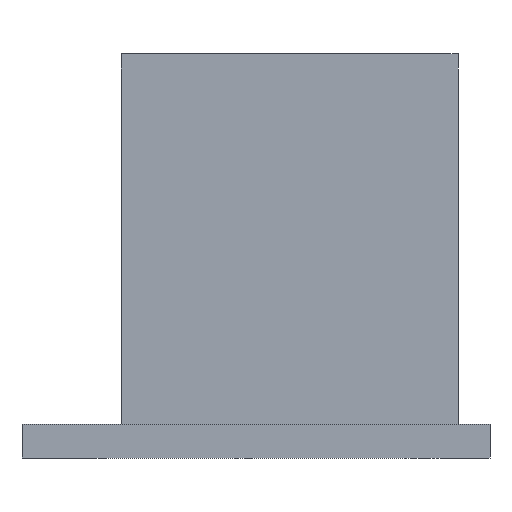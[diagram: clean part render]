
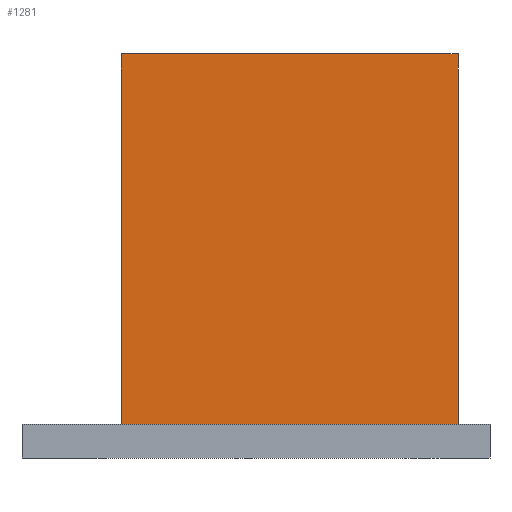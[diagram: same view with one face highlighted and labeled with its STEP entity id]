
A CAD part, front view. The second image highlights one B-rep face of the part: STEP entity #1281.
In plain terms, the highlighted planar face has unit normal (0, -1, 0).
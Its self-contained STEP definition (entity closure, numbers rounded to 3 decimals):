
#303 = PLANE('',#304);
#304 = AXIS2_PLACEMENT_3D('',#305,#306,#307);
#305 = CARTESIAN_POINT('',(7.5,0.,39.98));
#306 = DIRECTION('',(1.,0.,0.));
#307 = DIRECTION('',(0.,0.,1.));
#359 = PLANE('',#360);
#360 = AXIS2_PLACEMENT_3D('',#361,#362,#363);
#361 = CARTESIAN_POINT('',(-42.5,0.,39.98));
#362 = DIRECTION('',(-1.,-0.,-0.));
#363 = DIRECTION('',(0.,0.,-1.));
#723 = PLANE('',#724);
#724 = AXIS2_PLACEMENT_3D('',#725,#726,#727);
#725 = CARTESIAN_POINT('',(-17.5,0.,60.));
#726 = DIRECTION('',(0.,0.,1.));
#727 = DIRECTION('',(1.,0.,0.));
#834 = VERTEX_POINT('',#835);
#835 = CARTESIAN_POINT('',(-42.5,-40.25,5.));
#849 = PLANE('',#850);
#850 = AXIS2_PLACEMENT_3D('',#851,#852,#853);
#851 = CARTESIAN_POINT('',(-22.5,-45.631,5.));
#852 = DIRECTION('',(0.,0.,1.));
#853 = DIRECTION('',(-1.,-0.,-0.));
#861 = EDGE_CURVE('',#862,#834,#864,.T.);
#862 = VERTEX_POINT('',#863);
#863 = CARTESIAN_POINT('',(-42.5,-40.25,60.));
#864 = SURFACE_CURVE('',#865,(#869,#876),.PCURVE_S1.);
#865 = LINE('',#866,#867);
#866 = CARTESIAN_POINT('',(-42.5,-40.25,60.));
#867 = VECTOR('',#868,1.);
#868 = DIRECTION('',(-0.,0.,-1.));
#869 = PCURVE('',#359,#870);
#870 = DEFINITIONAL_REPRESENTATION('',(#871),#875);
#871 = LINE('',#872,#873);
#872 = CARTESIAN_POINT('',(-20.02,40.25));
#873 = VECTOR('',#874,1.);
#874 = DIRECTION('',(1.,0.));
#875 = ( GEOMETRIC_REPRESENTATION_CONTEXT(2) 
PARAMETRIC_REPRESENTATION_CONTEXT() REPRESENTATION_CONTEXT('2D SPACE',''
  ) );
#876 = PCURVE('',#877,#882);
#877 = PLANE('',#878);
#878 = AXIS2_PLACEMENT_3D('',#879,#880,#881);
#879 = CARTESIAN_POINT('',(-17.5,-40.25,30.));
#880 = DIRECTION('',(-0.,-1.,0.));
#881 = DIRECTION('',(0.,0.,-1.));
#882 = DEFINITIONAL_REPRESENTATION('',(#883),#887);
#883 = LINE('',#884,#885);
#884 = CARTESIAN_POINT('',(-30.,-25.));
#885 = VECTOR('',#886,1.);
#886 = DIRECTION('',(1.,-0.));
#887 = ( GEOMETRIC_REPRESENTATION_CONTEXT(2) 
PARAMETRIC_REPRESENTATION_CONTEXT() REPRESENTATION_CONTEXT('2D SPACE',''
  ) );
#1146 = EDGE_CURVE('',#1147,#834,#1149,.T.);
#1147 = VERTEX_POINT('',#1148);
#1148 = CARTESIAN_POINT('',(7.5,-40.25,5.));
#1149 = SURFACE_CURVE('',#1150,(#1154,#1161),.PCURVE_S1.);
#1150 = LINE('',#1151,#1152);
#1151 = CARTESIAN_POINT('',(-20.,-40.25,5.));
#1152 = VECTOR('',#1153,1.);
#1153 = DIRECTION('',(-1.,-0.,-0.));
#1154 = PCURVE('',#849,#1155);
#1155 = DEFINITIONAL_REPRESENTATION('',(#1156),#1160);
#1156 = LINE('',#1157,#1158);
#1157 = CARTESIAN_POINT('',(-2.5,-5.381));
#1158 = VECTOR('',#1159,1.);
#1159 = DIRECTION('',(1.,-0.));
#1160 = ( GEOMETRIC_REPRESENTATION_CONTEXT(2) 
PARAMETRIC_REPRESENTATION_CONTEXT() REPRESENTATION_CONTEXT('2D SPACE',''
  ) );
#1161 = PCURVE('',#877,#1162);
#1162 = DEFINITIONAL_REPRESENTATION('',(#1163),#1167);
#1163 = LINE('',#1164,#1165);
#1164 = CARTESIAN_POINT('',(25.,-2.5));
#1165 = VECTOR('',#1166,1.);
#1166 = DIRECTION('',(-0.,-1.));
#1167 = ( GEOMETRIC_REPRESENTATION_CONTEXT(2) 
PARAMETRIC_REPRESENTATION_CONTEXT() REPRESENTATION_CONTEXT('2D SPACE',''
  ) );
#1281 = ADVANCED_FACE('',(#1282),#877,.T.);
#1282 = FACE_BOUND('',#1283,.F.);
#1283 = EDGE_LOOP('',(#1284,#1307,#1328,#1329));
#1284 = ORIENTED_EDGE('',*,*,#1285,.F.);
#1285 = EDGE_CURVE('',#1286,#862,#1288,.T.);
#1286 = VERTEX_POINT('',#1287);
#1287 = CARTESIAN_POINT('',(7.5,-40.25,60.));
#1288 = SURFACE_CURVE('',#1289,(#1293,#1300),.PCURVE_S1.);
#1289 = LINE('',#1290,#1291);
#1290 = CARTESIAN_POINT('',(7.5,-40.25,60.));
#1291 = VECTOR('',#1292,1.);
#1292 = DIRECTION('',(-1.,0.,0.));
#1293 = PCURVE('',#877,#1294);
#1294 = DEFINITIONAL_REPRESENTATION('',(#1295),#1299);
#1295 = LINE('',#1296,#1297);
#1296 = CARTESIAN_POINT('',(-30.,25.));
#1297 = VECTOR('',#1298,1.);
#1298 = DIRECTION('',(-0.,-1.));
#1299 = ( GEOMETRIC_REPRESENTATION_CONTEXT(2) 
PARAMETRIC_REPRESENTATION_CONTEXT() REPRESENTATION_CONTEXT('2D SPACE',''
  ) );
#1300 = PCURVE('',#723,#1301);
#1301 = DEFINITIONAL_REPRESENTATION('',(#1302),#1306);
#1302 = LINE('',#1303,#1304);
#1303 = CARTESIAN_POINT('',(25.,-40.25));
#1304 = VECTOR('',#1305,1.);
#1305 = DIRECTION('',(-1.,0.));
#1306 = ( GEOMETRIC_REPRESENTATION_CONTEXT(2) 
PARAMETRIC_REPRESENTATION_CONTEXT() REPRESENTATION_CONTEXT('2D SPACE',''
  ) );
#1307 = ORIENTED_EDGE('',*,*,#1308,.F.);
#1308 = EDGE_CURVE('',#1147,#1286,#1309,.T.);
#1309 = SURFACE_CURVE('',#1310,(#1314,#1321),.PCURVE_S1.);
#1310 = LINE('',#1311,#1312);
#1311 = CARTESIAN_POINT('',(7.5,-40.25,0.));
#1312 = VECTOR('',#1313,1.);
#1313 = DIRECTION('',(0.,0.,1.));
#1314 = PCURVE('',#877,#1315);
#1315 = DEFINITIONAL_REPRESENTATION('',(#1316),#1320);
#1316 = LINE('',#1317,#1318);
#1317 = CARTESIAN_POINT('',(30.,25.));
#1318 = VECTOR('',#1319,1.);
#1319 = DIRECTION('',(-1.,0.));
#1320 = ( GEOMETRIC_REPRESENTATION_CONTEXT(2) 
PARAMETRIC_REPRESENTATION_CONTEXT() REPRESENTATION_CONTEXT('2D SPACE',''
  ) );
#1321 = PCURVE('',#303,#1322);
#1322 = DEFINITIONAL_REPRESENTATION('',(#1323),#1327);
#1323 = LINE('',#1324,#1325);
#1324 = CARTESIAN_POINT('',(-39.98,40.25));
#1325 = VECTOR('',#1326,1.);
#1326 = DIRECTION('',(1.,0.));
#1327 = ( GEOMETRIC_REPRESENTATION_CONTEXT(2) 
PARAMETRIC_REPRESENTATION_CONTEXT() REPRESENTATION_CONTEXT('2D SPACE',''
  ) );
#1328 = ORIENTED_EDGE('',*,*,#1146,.T.);
#1329 = ORIENTED_EDGE('',*,*,#861,.F.);
